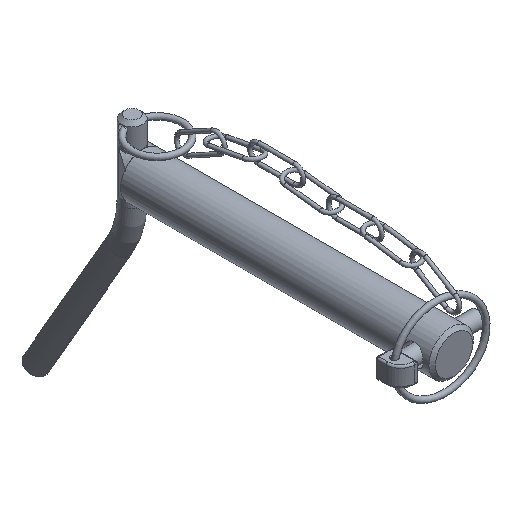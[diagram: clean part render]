
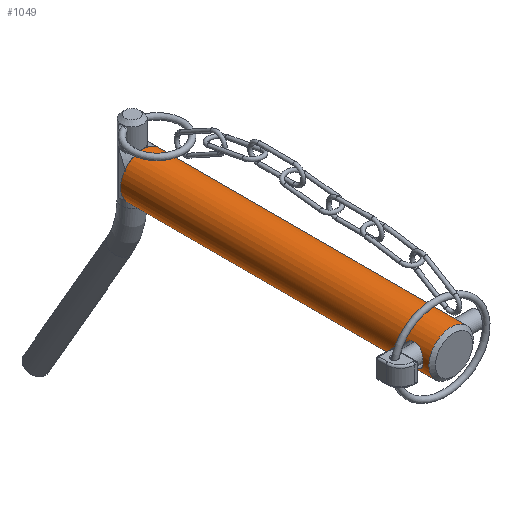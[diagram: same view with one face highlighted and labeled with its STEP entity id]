
A CAD part, isometric view. The second image highlights one B-rep face of the part: STEP entity #1049.
In plain terms, the highlighted cylindrical face has radius 12.5 mm (diameter 25 mm), a full revolution.
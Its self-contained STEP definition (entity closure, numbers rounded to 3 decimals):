
#80=FACE_BOUND('',#396,.T.);
#83=CIRCLE('',#1280,12.5);
#84=CIRCLE('',#1281,12.5);
#86=CIRCLE('',#1284,12.5);
#171=CYLINDRICAL_SURFACE('',#1283,12.5);
#196=LINE('',#12927,#252);
#197=LINE('',#12948,#253);
#252=VECTOR('',#1437,12.5);
#253=VECTOR('',#1438,12.5);
#331=FACE_OUTER_BOUND('',#395,.T.);
#395=EDGE_LOOP('',(#771,#772,#773,#774,#775,#776,#777,#778,#779));
#396=EDGE_LOOP('',(#780,#781));
#463=B_SPLINE_CURVE_WITH_KNOTS('',3,(#12929,#12930,#12931,#12932,#12933,
#12934,#12935,#12936,#12937,#12938,#12939,#12940,#12941,#12942,#12943,#12944,
#12945,#12946,#12947),.UNSPECIFIED.,.F.,.F.,(4,2,2,2,3,2,2,2,4),(2.763,
2.993,3.223,3.453,3.684,3.914,
4.145,4.374,4.604),.UNSPECIFIED.);
#464=B_SPLINE_CURVE_WITH_KNOTS('',3,(#12949,#12950,#12951,#12952,#12953,
#12954,#12955,#12956,#12957,#12958,#12959,#12960,#12961,#12962,#12963,#12964,
#12965,#12966),.UNSPECIFIED.,.F.,.F.,(4,2,2,2,2,2,2,2,4),(0.921,
1.151,1.381,1.611,1.842,2.072,
2.303,2.533,2.763),.UNSPECIFIED.);
#465=B_SPLINE_CURVE_WITH_KNOTS('',3,(#12969,#12970,#12971,#12972,#12973,
#12974,#12975,#12976,#12977,#12978,#12979,#12980,#12981,#12982,#12983,#12984,
#12985,#12986,#12987,#12988,#12989,#12990,#12991,#12992,#12993,#12994),
 .UNSPECIFIED.,.F.,.F.,(4,2,2,2,2,2,2,2,2,2,2,2,4),(0.,0.23,
0.461,0.691,0.921,1.151,
1.381,1.611,1.842,2.072,2.303,
2.533,2.763),.UNSPECIFIED.);
#466=B_SPLINE_CURVE_WITH_KNOTS('',3,(#12995,#12996,#12997,#12998,#12999,
#13000,#13001,#13002,#13003,#13004),.UNSPECIFIED.,.F.,.F.,(4,2,2,2,4),(2.763,
2.993,3.223,3.453,3.684),
 .UNSPECIFIED.);
#503=VERTEX_POINT('',#12916);
#504=VERTEX_POINT('',#12917);
#506=VERTEX_POINT('',#12924);
#507=VERTEX_POINT('',#12926);
#508=VERTEX_POINT('',#12928);
#509=VERTEX_POINT('',#12967);
#510=VERTEX_POINT('',#12968);
#600=EDGE_CURVE('',#503,#504,#83,.T.);
#601=EDGE_CURVE('',#504,#503,#84,.T.);
#604=EDGE_CURVE('',#506,#506,#86,.T.);
#605=EDGE_CURVE('',#506,#507,#196,.T.);
#606=EDGE_CURVE('',#507,#508,#463,.T.);
#607=EDGE_CURVE('',#508,#504,#197,.T.);
#608=EDGE_CURVE('',#508,#507,#464,.T.);
#609=EDGE_CURVE('',#509,#510,#465,.T.);
#610=EDGE_CURVE('',#510,#509,#466,.T.);
#771=ORIENTED_EDGE('',*,*,#604,.F.);
#772=ORIENTED_EDGE('',*,*,#605,.T.);
#773=ORIENTED_EDGE('',*,*,#606,.T.);
#774=ORIENTED_EDGE('',*,*,#607,.T.);
#775=ORIENTED_EDGE('',*,*,#600,.F.);
#776=ORIENTED_EDGE('',*,*,#601,.F.);
#777=ORIENTED_EDGE('',*,*,#607,.F.);
#778=ORIENTED_EDGE('',*,*,#608,.T.);
#779=ORIENTED_EDGE('',*,*,#605,.F.);
#780=ORIENTED_EDGE('',*,*,#609,.T.);
#781=ORIENTED_EDGE('',*,*,#610,.T.);
#1049=ADVANCED_FACE('',(#331,#80),#171,.T.);
#1280=AXIS2_PLACEMENT_3D('',#12918,#1426,#1427);
#1281=AXIS2_PLACEMENT_3D('',#12919,#1428,#1429);
#1283=AXIS2_PLACEMENT_3D('',#12923,#1433,#1434);
#1284=AXIS2_PLACEMENT_3D('',#12925,#1435,#1436);
#1426=DIRECTION('center_axis',(0.,-1.,0.));
#1427=DIRECTION('ref_axis',(1.,0.,0.));
#1428=DIRECTION('center_axis',(0.,-1.,0.));
#1429=DIRECTION('ref_axis',(1.,0.,0.));
#1433=DIRECTION('center_axis',(0.,1.,0.));
#1434=DIRECTION('ref_axis',(-1.,0.,0.));
#1435=DIRECTION('center_axis',(0.,1.,0.));
#1436=DIRECTION('ref_axis',(-1.,0.,0.));
#1437=DIRECTION('',(0.,-1.,0.));
#1438=DIRECTION('',(0.,-1.,0.));
#12916=CARTESIAN_POINT('',(-12.5,1.678,0.));
#12917=CARTESIAN_POINT('',(12.5,1.678,0.));
#12918=CARTESIAN_POINT('Origin',(0.,1.678,0.));
#12919=CARTESIAN_POINT('Origin',(0.,1.678,0.));
#12923=CARTESIAN_POINT('Origin',(0.,0.,0.));
#12924=CARTESIAN_POINT('',(12.5,175.,0.));
#12925=CARTESIAN_POINT('Origin',(0.,175.,0.));
#12926=CARTESIAN_POINT('',(12.5,17.,0.));
#12927=CARTESIAN_POINT('',(12.5,0.,0.));
#12928=CARTESIAN_POINT('',(12.5,5.,0.));
#12929=CARTESIAN_POINT('Ctrl Pts',(12.5,17.,0.));
#12930=CARTESIAN_POINT('Ctrl Pts',(12.5,17.,-0.767));
#12931=CARTESIAN_POINT('Ctrl Pts',(12.423,16.844,-1.576));
#12932=CARTESIAN_POINT('Ctrl Pts',(12.145,16.228,-3.051));
#12933=CARTESIAN_POINT('Ctrl Pts',(11.947,15.768,-3.717));
#12934=CARTESIAN_POINT('Ctrl Pts',(11.568,14.716,-4.769));
#12935=CARTESIAN_POINT('Ctrl Pts',(11.359,14.05,-5.228));
#12936=CARTESIAN_POINT('Ctrl Pts',(11.055,12.577,-5.844));
#12937=CARTESIAN_POINT('Ctrl Pts',(10.966,11.768,-6.));
#12938=CARTESIAN_POINT('Ctrl Pts',(10.966,11.,-6.));
#12939=CARTESIAN_POINT('Ctrl Pts',(10.966,10.232,-6.));
#12940=CARTESIAN_POINT('Ctrl Pts',(11.055,9.423,-5.844));
#12941=CARTESIAN_POINT('Ctrl Pts',(11.359,7.95,-5.228));
#12942=CARTESIAN_POINT('Ctrl Pts',(11.568,7.284,-4.769));
#12943=CARTESIAN_POINT('Ctrl Pts',(11.947,6.232,-3.717));
#12944=CARTESIAN_POINT('Ctrl Pts',(12.145,5.772,-3.051));
#12945=CARTESIAN_POINT('Ctrl Pts',(12.423,5.156,-1.576));
#12946=CARTESIAN_POINT('Ctrl Pts',(12.5,5.,-0.767));
#12947=CARTESIAN_POINT('Ctrl Pts',(12.5,5.,0.));
#12948=CARTESIAN_POINT('',(12.5,0.,0.));
#12949=CARTESIAN_POINT('Ctrl Pts',(12.5,5.,0.));
#12950=CARTESIAN_POINT('Ctrl Pts',(12.5,5.,0.767));
#12951=CARTESIAN_POINT('Ctrl Pts',(12.423,5.156,1.576));
#12952=CARTESIAN_POINT('Ctrl Pts',(12.145,5.772,3.051));
#12953=CARTESIAN_POINT('Ctrl Pts',(11.947,6.232,3.717));
#12954=CARTESIAN_POINT('Ctrl Pts',(11.568,7.284,4.769));
#12955=CARTESIAN_POINT('Ctrl Pts',(11.359,7.95,5.228));
#12956=CARTESIAN_POINT('Ctrl Pts',(11.055,9.423,5.844));
#12957=CARTESIAN_POINT('Ctrl Pts',(10.966,10.232,6.));
#12958=CARTESIAN_POINT('Ctrl Pts',(10.966,11.768,6.));
#12959=CARTESIAN_POINT('Ctrl Pts',(11.055,12.577,5.844));
#12960=CARTESIAN_POINT('Ctrl Pts',(11.359,14.05,5.228));
#12961=CARTESIAN_POINT('Ctrl Pts',(11.568,14.716,4.769));
#12962=CARTESIAN_POINT('Ctrl Pts',(11.947,15.768,3.717));
#12963=CARTESIAN_POINT('Ctrl Pts',(12.145,16.228,3.051));
#12964=CARTESIAN_POINT('Ctrl Pts',(12.423,16.844,1.576));
#12965=CARTESIAN_POINT('Ctrl Pts',(12.5,17.,0.767));
#12966=CARTESIAN_POINT('Ctrl Pts',(12.5,17.,0.));
#12967=CARTESIAN_POINT('',(-10.966,11.,-6.));
#12968=CARTESIAN_POINT('',(-12.5,5.,0.));
#12969=CARTESIAN_POINT('Ctrl Pts',(-10.966,11.,-6.));
#12970=CARTESIAN_POINT('Ctrl Pts',(-10.966,11.768,-6.));
#12971=CARTESIAN_POINT('Ctrl Pts',(-11.055,12.577,-5.844));
#12972=CARTESIAN_POINT('Ctrl Pts',(-11.359,14.05,-5.228));
#12973=CARTESIAN_POINT('Ctrl Pts',(-11.568,14.716,-4.769));
#12974=CARTESIAN_POINT('Ctrl Pts',(-11.947,15.768,-3.717));
#12975=CARTESIAN_POINT('Ctrl Pts',(-12.145,16.228,-3.051));
#12976=CARTESIAN_POINT('Ctrl Pts',(-12.423,16.844,-1.576));
#12977=CARTESIAN_POINT('Ctrl Pts',(-12.5,17.,-0.767));
#12978=CARTESIAN_POINT('Ctrl Pts',(-12.5,17.,0.767));
#12979=CARTESIAN_POINT('Ctrl Pts',(-12.423,16.844,1.576));
#12980=CARTESIAN_POINT('Ctrl Pts',(-12.145,16.228,3.051));
#12981=CARTESIAN_POINT('Ctrl Pts',(-11.947,15.768,3.717));
#12982=CARTESIAN_POINT('Ctrl Pts',(-11.568,14.716,4.769));
#12983=CARTESIAN_POINT('Ctrl Pts',(-11.359,14.05,5.228));
#12984=CARTESIAN_POINT('Ctrl Pts',(-11.055,12.577,5.844));
#12985=CARTESIAN_POINT('Ctrl Pts',(-10.966,11.768,6.));
#12986=CARTESIAN_POINT('Ctrl Pts',(-10.966,10.232,6.));
#12987=CARTESIAN_POINT('Ctrl Pts',(-11.055,9.423,5.844));
#12988=CARTESIAN_POINT('Ctrl Pts',(-11.359,7.95,5.228));
#12989=CARTESIAN_POINT('Ctrl Pts',(-11.568,7.284,4.769));
#12990=CARTESIAN_POINT('Ctrl Pts',(-11.947,6.232,3.717));
#12991=CARTESIAN_POINT('Ctrl Pts',(-12.145,5.772,3.051));
#12992=CARTESIAN_POINT('Ctrl Pts',(-12.423,5.156,1.576));
#12993=CARTESIAN_POINT('Ctrl Pts',(-12.5,5.,0.767));
#12994=CARTESIAN_POINT('Ctrl Pts',(-12.5,5.,0.));
#12995=CARTESIAN_POINT('Ctrl Pts',(-12.5,5.,0.));
#12996=CARTESIAN_POINT('Ctrl Pts',(-12.5,5.,-0.767));
#12997=CARTESIAN_POINT('Ctrl Pts',(-12.423,5.156,-1.576));
#12998=CARTESIAN_POINT('Ctrl Pts',(-12.145,5.772,-3.051));
#12999=CARTESIAN_POINT('Ctrl Pts',(-11.947,6.232,-3.717));
#13000=CARTESIAN_POINT('Ctrl Pts',(-11.568,7.284,-4.769));
#13001=CARTESIAN_POINT('Ctrl Pts',(-11.359,7.95,-5.228));
#13002=CARTESIAN_POINT('Ctrl Pts',(-11.055,9.423,-5.844));
#13003=CARTESIAN_POINT('Ctrl Pts',(-10.966,10.232,-6.));
#13004=CARTESIAN_POINT('Ctrl Pts',(-10.966,11.,-6.));
